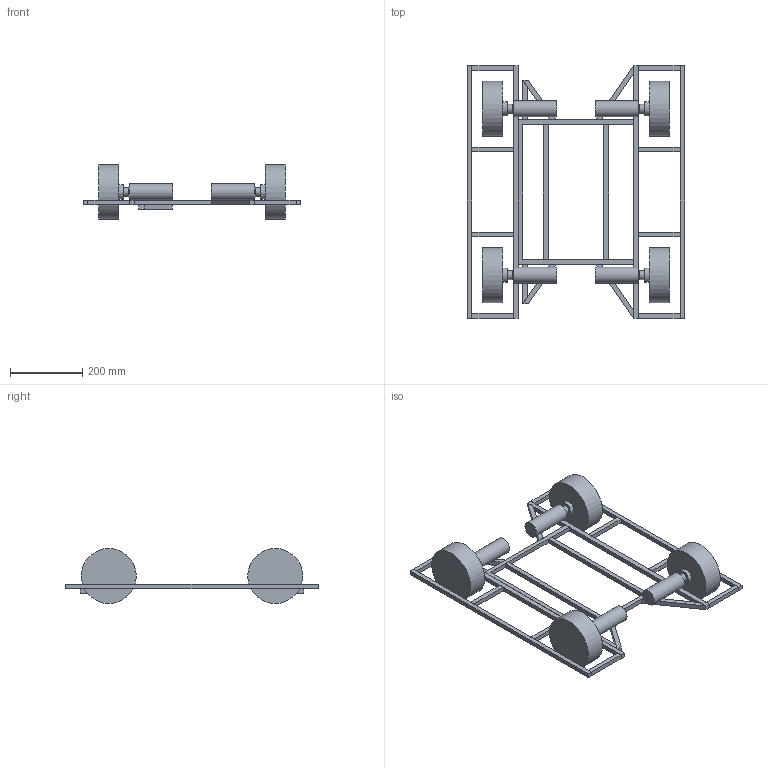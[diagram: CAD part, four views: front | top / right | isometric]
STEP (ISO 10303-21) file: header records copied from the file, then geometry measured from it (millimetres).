
FILE_DESCRIPTION(/* description */ (''),/* implementation_level */ '2;1');
FILE_NAME(/* name */ 'TR Base.step',/* time_stamp */ '2019-10-08T07:00:44+08:00',/* author */ (''),/* organization */ (''),/* preprocessor_version */ 'ST-DEVELOPER v18',/* originating_system */ 'Autodesk Translation Framework v8.6.0.1094',/* authorisation */ '');
FILE_SCHEMA (('AUTOMOTIVE_DESIGN { 1 0 10303 214 3 1 1 }'));
Length unit declared in the file: millimetre
Products named in the file (1): TR
Bounding box: 603.6 x 700 x 152.4 mm (x, y, z)
Volume: 5957900.3 mm3; surface area: 673283.7 mm2
Topology: 25 solids, 25 shells, 174 faces, 324 edges, 216 vertices
Faces by surface type: plane 154, cylinder 20
Full cylindrical faces by diameter (mm): 8 x4, 24 x4, 40 x4, 45 x4, 152.4 x4
Entity records: 4266 total; most frequent: CARTESIAN_POINT 715, DIRECTION 714, ORIENTED_EDGE 648, EDGE_CURVE 324, LINE 284, VECTOR 284, VERTEX_POINT 216, AXIS2_PLACEMENT_3D 215
